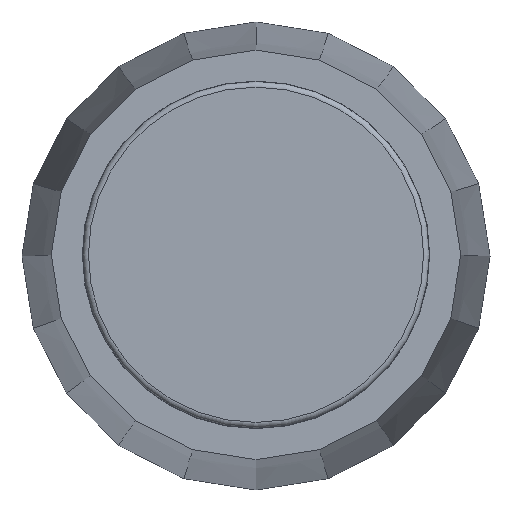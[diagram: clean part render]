
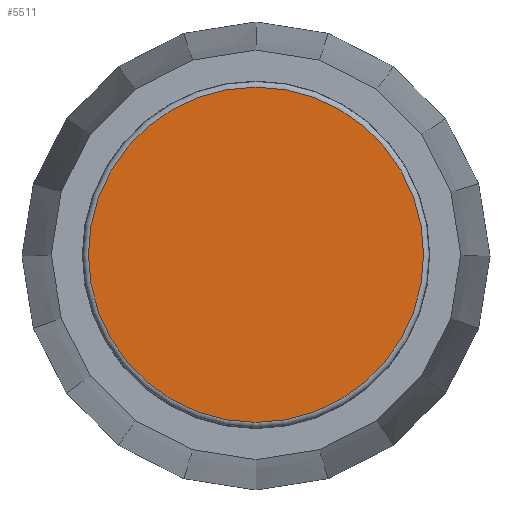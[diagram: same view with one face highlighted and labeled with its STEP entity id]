
A CAD part, top view. The second image highlights one B-rep face of the part: STEP entity #5511.
In plain terms, the highlighted planar face has unit normal (0, 0, 1).
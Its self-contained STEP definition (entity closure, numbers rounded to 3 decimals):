
#5511 = ADVANCED_FACE('',(#5512),#5523,.F.);
#5512 = FACE_BOUND('',#5513,.T.);
#5513 = EDGE_LOOP('',(#5514));
#5514 = ORIENTED_EDGE('',*,*,#5515,.F.);
#5515 = EDGE_CURVE('',#5516,#5516,#5518,.T.);
#5516 = VERTEX_POINT('',#5517);
#5517 = CARTESIAN_POINT('',(-4.351,0.,18.));
#5518 = CIRCLE('',#5519,4.351);
#5519 = AXIS2_PLACEMENT_3D('',#5520,#5521,#5522);
#5520 = CARTESIAN_POINT('',(0.,0.,18.));
#5521 = DIRECTION('',(0.,0.,-1.));
#5522 = DIRECTION('',(-1.,0.,0.));
#5523 = PLANE('',#5524);
#5524 = AXIS2_PLACEMENT_3D('',#5525,#5526,#5527);
#5525 = CARTESIAN_POINT('',(0.,0.,18.));
#5526 = DIRECTION('',(0.,0.,-1.));
#5527 = DIRECTION('',(-1.,0.,0.));
